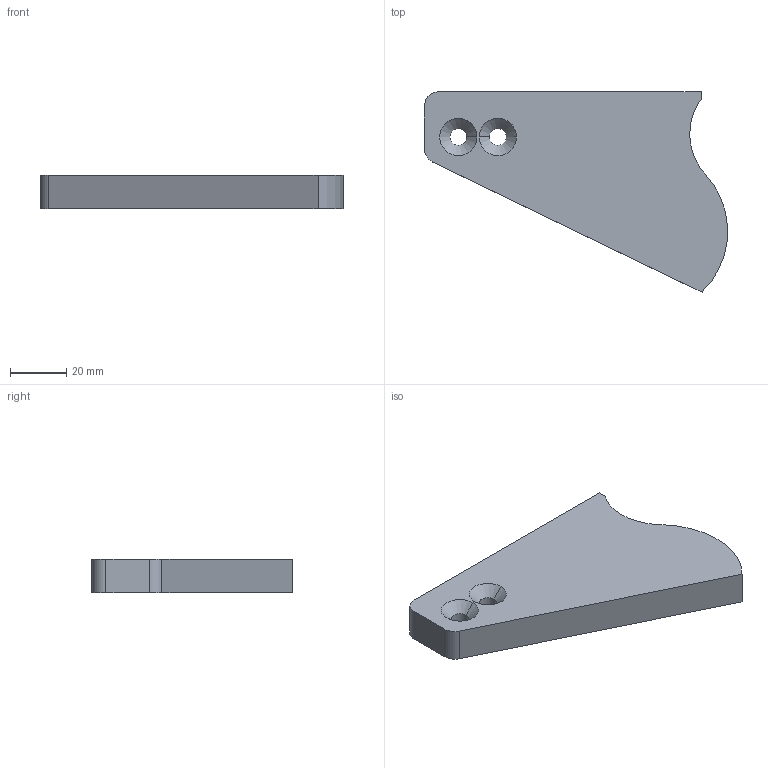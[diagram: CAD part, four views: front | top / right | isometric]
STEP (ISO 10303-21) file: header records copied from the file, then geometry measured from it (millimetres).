
FILE_DESCRIPTION (( 'STEP AP203' ), '1' );
FILE_NAME ('750-109.STEP', '2020-04-27T19:48:13', ( '' ), ( '' ), 'SwSTEP 2.0', 'SolidWorks 2015', '' );
FILE_SCHEMA (( 'CONFIG_CONTROL_DESIGN' ));
Length unit declared in the file: millimetre
Products named in the file (1): 750-109
Bounding box: 107.38 x 71 x 12 mm (x, y, z)
Volume: 56973.8 mm3; surface area: 13626.6 mm2
Topology: 1 solids, 1 shells, 19 faces, 47 edges, 30 vertices
Faces by surface type: cylinder 9, plane 6, cone 4
Entity records: 656 total; most frequent: DIRECTION 109, CARTESIAN_POINT 97, ORIENTED_EDGE 94, EDGE_CURVE 47, AXIS2_PLACEMENT_3D 42, VERTEX_POINT 30, LINE 25, VECTOR 25
